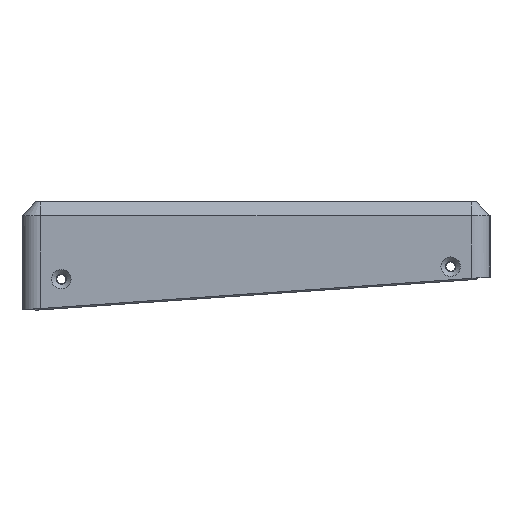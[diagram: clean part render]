
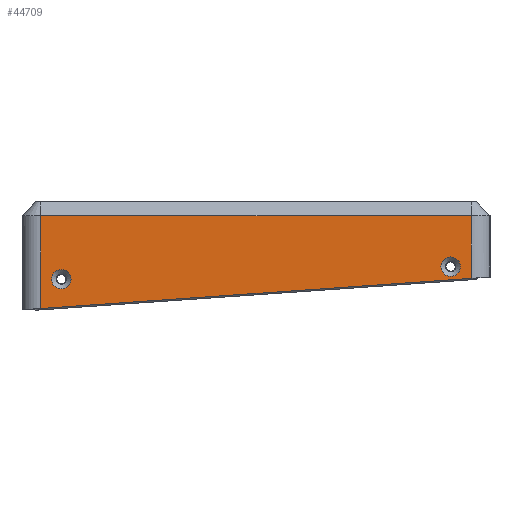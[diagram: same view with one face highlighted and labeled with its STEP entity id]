
A CAD part, left-side view. The second image highlights one B-rep face of the part: STEP entity #44709.
In plain terms, the highlighted planar face has unit normal (-1, 0, 0).
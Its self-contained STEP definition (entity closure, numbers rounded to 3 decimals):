
#319=FACE_BOUND('',#5077,.T.);
#320=FACE_BOUND('',#5078,.T.);
#456=PLANE('',#47213);
#2676=FACE_OUTER_BOUND('',#5076,.T.);
#5076=EDGE_LOOP('',(#31479,#31480,#31481,#31482));
#5077=EDGE_LOOP('',(#31483));
#5078=EDGE_LOOP('',(#31484));
#7595=LINE('',#61551,#13894);
#7633=LINE('',#61707,#13932);
#7634=LINE('',#61710,#13933);
#7635=LINE('',#61713,#13934);
#13894=VECTOR('',#49906,10.);
#13932=VECTOR('',#50048,10.);
#13933=VECTOR('',#50051,10.);
#13934=VECTOR('',#50056,10.);
#20214=CIRCLE('',#47214,2.1);
#20215=CIRCLE('',#47215,2.1);
#20452=VERTEX_POINT('',#61541);
#20454=VERTEX_POINT('',#61547);
#20521=VERTEX_POINT('',#61705);
#20522=VERTEX_POINT('',#61709);
#20523=VERTEX_POINT('',#61714);
#20524=VERTEX_POINT('',#61716);
#24667=EDGE_CURVE('',#20452,#20454,#7595,.T.);
#24745=EDGE_CURVE('',#20521,#20452,#7633,.T.);
#24746=EDGE_CURVE('',#20454,#20522,#7634,.T.);
#24748=EDGE_CURVE('',#20522,#20521,#7635,.T.);
#24749=EDGE_CURVE('',#20523,#20523,#20214,.T.);
#24750=EDGE_CURVE('',#20524,#20524,#20215,.T.);
#31479=ORIENTED_EDGE('',*,*,#24667,.F.);
#31480=ORIENTED_EDGE('',*,*,#24745,.F.);
#31481=ORIENTED_EDGE('',*,*,#24748,.F.);
#31482=ORIENTED_EDGE('',*,*,#24746,.F.);
#31483=ORIENTED_EDGE('',*,*,#24749,.F.);
#31484=ORIENTED_EDGE('',*,*,#24750,.F.);
#44709=ADVANCED_FACE('',(#2676,#319,#320),#456,.T.);
#47213=AXIS2_PLACEMENT_3D('',#61712,#50054,#50055);
#47214=AXIS2_PLACEMENT_3D('',#61715,#50057,#50058);
#47215=AXIS2_PLACEMENT_3D('',#61717,#50059,#50060);
#49906=DIRECTION('',(0.,-1.,0.));
#50048=DIRECTION('',(0.,0.,1.));
#50051=DIRECTION('',(0.,0.,-1.));
#50054=DIRECTION('center_axis',(-1.,0.,0.));
#50055=DIRECTION('ref_axis',(0.,1.,0.));
#50056=DIRECTION('',(0.,0.998,-0.07));
#50057=DIRECTION('center_axis',(-1.,0.,0.));
#50058=DIRECTION('ref_axis',(0.,1.,0.));
#50059=DIRECTION('center_axis',(-1.,0.,0.));
#50060=DIRECTION('ref_axis',(0.,1.,0.));
#61541=CARTESIAN_POINT('',(-123.31,47.672,3.5));
#61547=CARTESIAN_POINT('',(-123.31,-45.357,3.5));
#61551=CARTESIAN_POINT('',(-123.31,-24.098,3.5));
#61705=CARTESIAN_POINT('',(-123.31,47.672,-16.535));
#61707=CARTESIAN_POINT('',(-123.31,47.672,5.5));
#61709=CARTESIAN_POINT('',(-123.31,-45.357,-10.03));
#61710=CARTESIAN_POINT('',(-123.31,-45.357,5.5));
#61712=CARTESIAN_POINT('Origin',(-123.31,-49.357,5.5));
#61713=CARTESIAN_POINT('',(-123.31,-24.877,-11.462));
#61714=CARTESIAN_POINT('',(-123.31,41.072,-10.206));
#61715=CARTESIAN_POINT('Origin',(-123.31,43.172,-10.206));
#61716=CARTESIAN_POINT('',(-123.31,-42.957,-7.496));
#61717=CARTESIAN_POINT('Origin',(-123.31,-40.857,-7.496));
